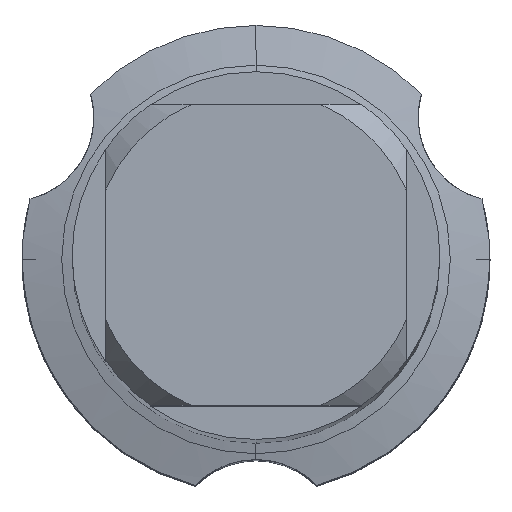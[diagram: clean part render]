
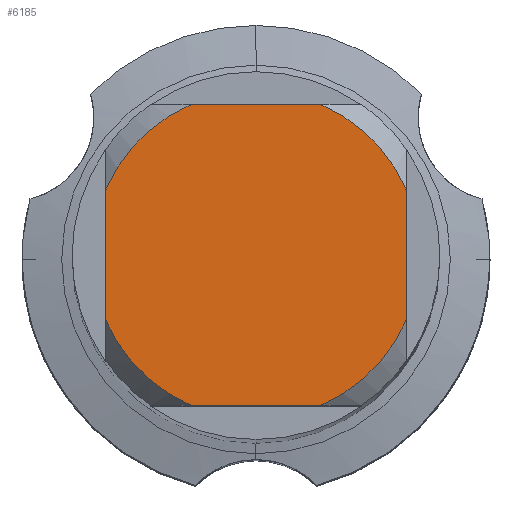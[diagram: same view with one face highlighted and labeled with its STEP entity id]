
A CAD part, top view. The second image highlights one B-rep face of the part: STEP entity #6185.
In plain terms, the highlighted planar face has unit normal (0, 0, 1).
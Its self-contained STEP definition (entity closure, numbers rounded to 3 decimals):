
#2957=EDGE_CURVE('',#7403,#4427,#8298,.T.);
#2985=EDGE_CURVE('',#4623,#5225,#8327,.T.);
#3329=EDGE_CURVE('',#4623,#5037,#8691,.T.);
#4387=EDGE_CURVE('',#6687,#7565,#9842,.T.);
#4427=VERTEX_POINT('',#9884);
#4579=EDGE_CURVE('',#7461,#7565,#10048,.T.);
#4623=VERTEX_POINT('',#10098);
#5037=VERTEX_POINT('',#10551);
#5105=EDGE_CURVE('',#6687,#4427,#10623,.T.);
#5225=VERTEX_POINT('',#10758);
#6185=ADVANCED_FACE('',(#11802),#11803,.T.);
#6273=EDGE_CURVE('',#7403,#5037,#11899,.T.);
#6687=VERTEX_POINT('',#12350);
#7239=EDGE_CURVE('',#7461,#5225,#12952,.T.);
#7403=VERTEX_POINT('',#13135);
#7461=VERTEX_POINT('',#13199);
#7565=VERTEX_POINT('',#13309);
#8298=CIRCLE('',#14357,4.9);
#8327=LINE('',#14413,#14414);
#8691=CIRCLE('',#15022,4.9);
#9842=CIRCLE('',#17119,4.9);
#9884=CARTESIAN_POINT('',(-4.5,-1.939,0.0));
#10048=LINE('',#17500,#17501);
#10098=CARTESIAN_POINT('',(4.5,-1.939,0.0));
#10551=CARTESIAN_POINT('',(1.939,-4.5,0.0));
#10623=LINE('',#18625,#18626);
#10758=CARTESIAN_POINT('',(4.5,1.939,0.0));
#11802=FACE_OUTER_BOUND('',#20768,.T.);
#11803=PLANE('',#20769);
#11899=LINE('',#20929,#20930);
#12350=CARTESIAN_POINT('',(-4.5,1.939,0.0));
#12952=CIRCLE('',#22751,4.9);
#13135=CARTESIAN_POINT('',(-1.939,-4.5,0.0));
#13199=CARTESIAN_POINT('',(1.939,4.5,0.0));
#13309=CARTESIAN_POINT('',(-1.939,4.5,0.0));
#14357=AXIS2_PLACEMENT_3D('',#24465,#24466,#24467);
#14413=CARTESIAN_POINT('',(4.5,1.225,0.0));
#14414=VECTOR('',#24487,1.0);
#15022=AXIS2_PLACEMENT_3D('',#24793,#24794,#24795);
#17119=AXIS2_PLACEMENT_3D('',#26030,#26031,#26032);
#17500=CARTESIAN_POINT('',(0.0,4.5,0.0));
#17501=VECTOR('',#26222,1.0);
#18625=CARTESIAN_POINT('',(-4.5,1.225,0.0));
#18626=VECTOR('',#27015,1.0);
#20768=EDGE_LOOP('',(#28220,#28221,#28222,#28223,#28224,#28225,#28226,#28227));
#20769=AXIS2_PLACEMENT_3D('',#28228,#28229,#28230);
#20929=CARTESIAN_POINT('',(0.0,-4.5,0.0));
#20930=VECTOR('',#28322,1.0);
#22751=AXIS2_PLACEMENT_3D('',#29625,#29626,#29627);
#24465=CARTESIAN_POINT('',(0.0,0.0,0.0));
#24466=DIRECTION('',(0.0,0.0,-1.0));
#24467=DIRECTION('',(0.0,1.0,0.0));
#24487=DIRECTION('',(-0.0,1.0,0.0));
#24793=CARTESIAN_POINT('',(0.0,0.0,0.0));
#24794=DIRECTION('',(0.0,0.0,-1.0));
#24795=DIRECTION('',(0.0,1.0,0.0));
#26030=CARTESIAN_POINT('',(0.0,0.0,0.0));
#26031=DIRECTION('',(0.0,0.0,-1.0));
#26032=DIRECTION('',(0.0,1.0,0.0));
#26222=DIRECTION('',(-1.0,0.0,0.0));
#27015=DIRECTION('',(-0.0,-1.0,0.0));
#28220=ORIENTED_EDGE('',*,*,#5105,.T.);
#28221=ORIENTED_EDGE('',*,*,#2957,.F.);
#28222=ORIENTED_EDGE('',*,*,#6273,.T.);
#28223=ORIENTED_EDGE('',*,*,#3329,.F.);
#28224=ORIENTED_EDGE('',*,*,#2985,.T.);
#28225=ORIENTED_EDGE('',*,*,#7239,.F.);
#28226=ORIENTED_EDGE('',*,*,#4579,.T.);
#28227=ORIENTED_EDGE('',*,*,#4387,.F.);
#28228=CARTESIAN_POINT('',(0.0,2.45,0.0));
#28229=DIRECTION('',(-0.0,0.0,1.0));
#28230=DIRECTION('',(0.0,-1.0,0.0));
#28322=DIRECTION('',(1.0,0.0,0.0));
#29625=CARTESIAN_POINT('',(0.0,0.0,0.0));
#29626=DIRECTION('',(0.0,0.0,-1.0));
#29627=DIRECTION('',(0.0,1.0,0.0));
